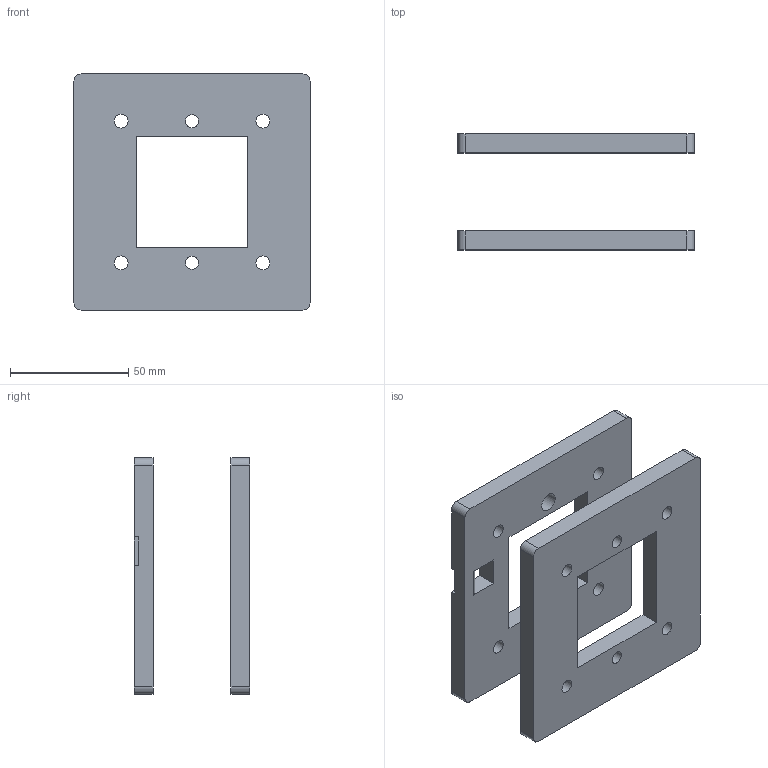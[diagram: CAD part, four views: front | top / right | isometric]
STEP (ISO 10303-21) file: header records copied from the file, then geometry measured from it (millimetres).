
FILE_DESCRIPTION(/* description */ ('STEP AP242','CAx-IF Rec.Pracs.---Representation and Presentation of Product Manufacturing Information (PMI)---4.0---2014-10-13','CAx-IF Rec.Pracs.---3D Tessellated Geometry---0.4---2014-09-14','2;1'),/* implementation_level */ '2;1');
FILE_NAME(/* name */ '662e3f396af28a5a4d843d17',/* time_stamp */ '2024-04-28T12:21:14Z',/* author */ (''),/* organization */ (''),/* preprocessor_version */ 'ST-DEVELOPER v20',/* originating_system */ ' ',/* authorisation */ ' ');
FILE_SCHEMA (('AP242_MANAGED_MODEL_BASED_3D_ENGINEERING_MIM_LF { 1 0 10303 442 1 1 4 }'));
Length unit declared in the file: metre
Products named in the file (2): 2040 gantry x-ax front; 2040 gantry x-ax back
Bounding box: 100 x 49 x 100 mm (x, y, z)
Volume: 118501.8 mm3; surface area: 41757.9 mm2
Topology: 2 solids, 2 shells, 62 faces, 168 edges, 112 vertices
Faces by surface type: plane 34, cylinder 28
Full cylindrical faces by diameter (mm): 5.5 x2, 5.8 x8, 8 x2, 9.1 x4
Entity records: 1999 total; most frequent: DIRECTION 336, CARTESIAN_POINT 328, ORIENTED_EDGE 304, EDGE_CURVE 152, AXIS2_PLACEMENT_3D 120, VERTEX_POINT 112, EDGE_LOOP 112, FACE_BOUND 112
